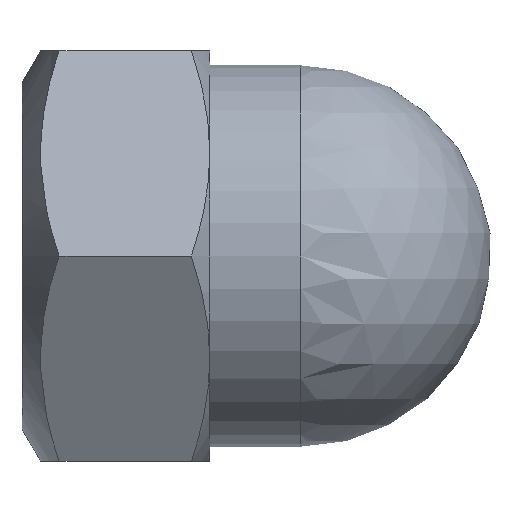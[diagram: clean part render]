
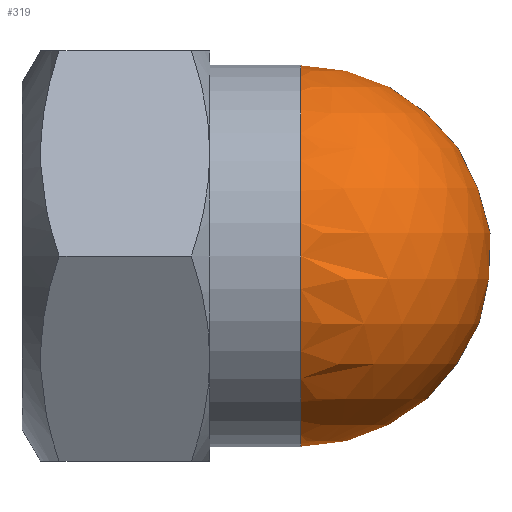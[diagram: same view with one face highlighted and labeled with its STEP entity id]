
A CAD part, front view. The second image highlights one B-rep face of the part: STEP entity #319.
In plain terms, the highlighted spherical face has radius 3.25 mm.
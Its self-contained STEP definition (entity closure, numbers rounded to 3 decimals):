
#15=SPHERICAL_SURFACE('',#376,3.25);
#61=FACE_OUTER_BOUND('',#82,.T.);
#82=EDGE_LOOP('',(#270,#271));
#123=CIRCLE('',#372,3.25);
#124=CIRCLE('',#373,3.25);
#153=VERTEX_POINT('',#585);
#154=VERTEX_POINT('',#586);
#196=EDGE_CURVE('',#153,#154,#123,.T.);
#197=EDGE_CURVE('',#154,#153,#124,.T.);
#270=ORIENTED_EDGE('',*,*,#196,.T.);
#271=ORIENTED_EDGE('',*,*,#197,.T.);
#319=ADVANCED_FACE('',(#61),#15,.T.);
#372=AXIS2_PLACEMENT_3D('',#587,#447,#448);
#373=AXIS2_PLACEMENT_3D('',#588,#449,#450);
#376=AXIS2_PLACEMENT_3D('',#594,#456,#457);
#447=DIRECTION('center_axis',(1.,0.,0.));
#448=DIRECTION('ref_axis',(0.,1.,0.));
#449=DIRECTION('center_axis',(1.,0.,0.));
#450=DIRECTION('ref_axis',(0.,1.,0.));
#456=DIRECTION('center_axis',(0.,0.,1.));
#457=DIRECTION('ref_axis',(1.,0.,0.));
#585=CARTESIAN_POINT('',(4.75,3.25,0.));
#586=CARTESIAN_POINT('',(4.75,-3.25,0.));
#587=CARTESIAN_POINT('Origin',(4.75,0.,0.));
#588=CARTESIAN_POINT('Origin',(4.75,0.,0.));
#594=CARTESIAN_POINT('Origin',(4.75,0.,0.));
